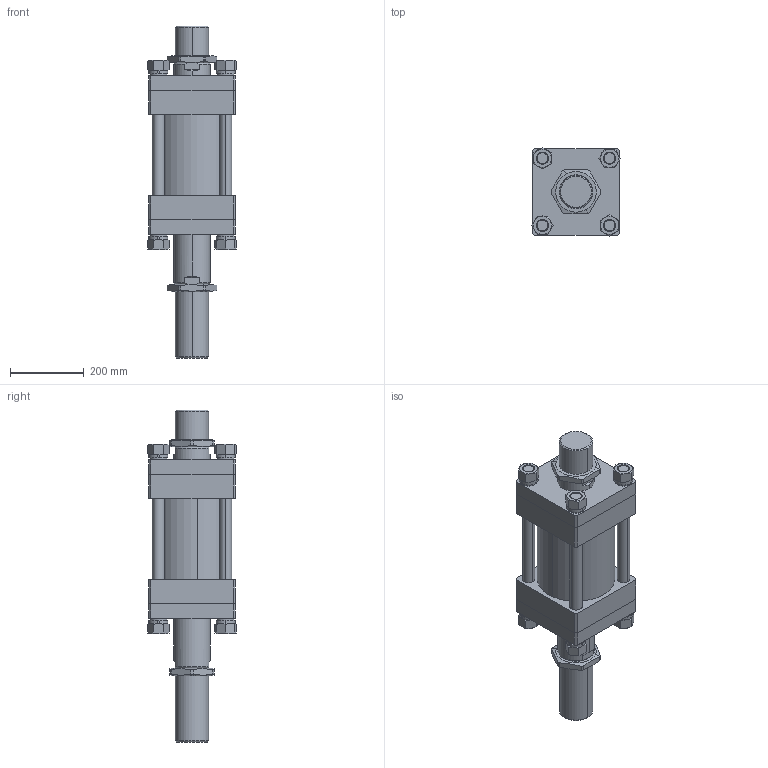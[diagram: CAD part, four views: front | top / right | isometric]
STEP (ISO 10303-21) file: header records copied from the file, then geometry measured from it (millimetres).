
FILE_DESCRIPTION (( 'STEP AP203' ), '1' );
FILE_NAME ('HOD-180-100-100.STEP', '2021-04-27T10:16:04', ( '微软用户' ), ( '微软中国' ), 'SwSTEP 2.0', 'SolidWorks 2012', '' );
FILE_SCHEMA (( 'CONFIG_CONTROL_DESIGN' ));
Length unit declared in the file: millimetre
Products named in the file (10): HOB-180-100-100前盖; spring lock washers--normal type gb_GB_FASTENER_WASHER_SW 33; HOD-180-100-100; HOB-180-100-100楊擘; HOD-180-100-100嶺裝; hex nuts, style 1-grades ab gb_GB_FASTENER_NUT_SNAB1  B M33-N; HOD-180-100-100活塞杆; plain washers for clevis pins gb_GB_ROUND_WASHERS_TYPE7 33; HOB-180-100-100掛极; M90x2綠20
Assembly tree (36 placements, depth 2):
  HOD-180-100-100
    HOB-180-100-100楊擘  x2
    HOB-180-100-100前盖  x2
    HOB-180-100-100掛极
    HOD-180-100-100活塞杆
    HOD-180-100-100嶺裝  x4
    plain washers for clevis pins gb_GB_ROUND_WASHERS_TYPE7 33  x8
    spring lock washers--normal type gb_GB_FASTENER_WASHER_SW 33  x8
    hex nuts, style 1-grades ab gb_GB_FASTENER_NUT_SNAB1  B M33-N  x8
    M90x2綠20  x2
Bounding box: 239.74 x 239.74 x 900 mm (x, y, z)
Volume: 21530061.6 mm3; surface area: 1796479.3 mm2
Topology: 36 solids, 36 shells, 534 faces, 1220 edges, 770 vertices
Faces by surface type: plane 202, cylinder 196, cone 124, torus 12
Entity records: 7588 total; most frequent: CARTESIAN_POINT 1341, DIRECTION 1031, ORIENTED_EDGE 858, EDGE_CURVE 429, AXIS2_PLACEMENT_3D 424, VERTEX_POINT 271, EDGE_LOOP 224, CIRCLE 200
